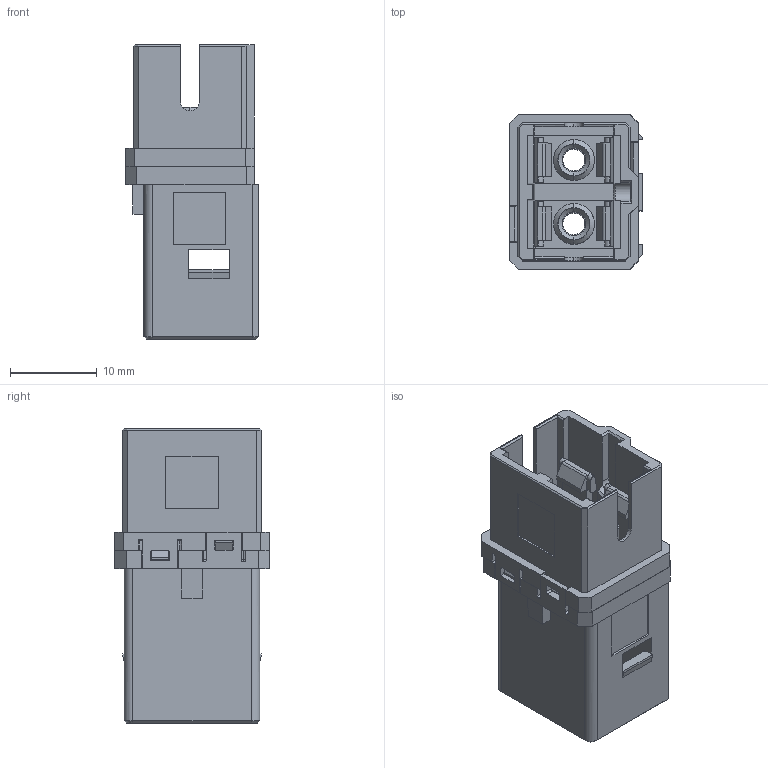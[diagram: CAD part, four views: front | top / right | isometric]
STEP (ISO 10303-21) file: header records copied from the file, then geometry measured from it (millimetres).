
FILE_DESCRIPTION(('CATIA V5 STEP Exchange','CAx-IF Rec.Pracs.--- Model Styling and Organization---1.4--- 2014-01-23'),'2;1');
FILE_NAME ('028529-2_0', '2022-05-23T09:49:42+00:00', ('none'), ('Weidmueller'), 'CATIA Version 5-6 Release 2016 SP3 HF44', 'CATIA V5 STEP AP214', 'none');
FILE_SCHEMA(('AUTOMOTIVE_DESIGN { 1 0 10303 214 1 1 1 1 }'));
Length unit declared in the file: millimetre
Products named in the file (1): 1962870000
Bounding box: 15.27 x 17.8 x 33.9 mm (x, y, z)
Volume: 2735.1 mm3; surface area: 6401.3 mm2
Topology: 6 solids, 6 shells, 607 faces, 1618 edges, 1035 vertices
Faces by surface type: plane 389, cylinder 154, torus 28, cone 26, sphere 8, bspline 2
Entity records: 19412 total; most frequent: CARTESIAN_POINT 4596, ORIENTED_EDGE 3220, DIRECTION 2690, EDGE_CURVE 1610, VECTOR 1206, LINE 1206, VERTEX_POINT 1035, AXIS2_PLACEMENT_3D 881
